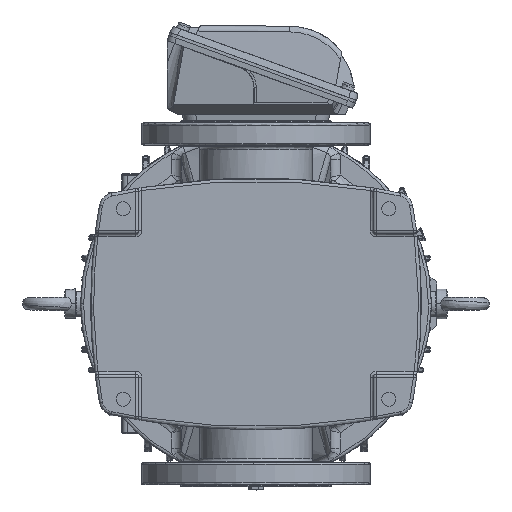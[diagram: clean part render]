
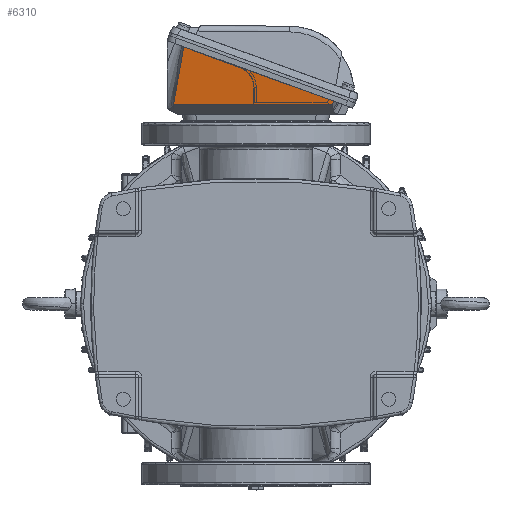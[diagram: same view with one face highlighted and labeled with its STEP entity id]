
A CAD part, front view. The second image highlights one B-rep face of the part: STEP entity #6310.
In plain terms, the highlighted face is planar.
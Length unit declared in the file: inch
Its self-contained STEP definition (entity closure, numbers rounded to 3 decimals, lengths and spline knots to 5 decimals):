
#3533 = FACE_OUTER_BOUND ( 'NONE', #151909, .T. ) ;
#5709 = EDGE_CURVE ( 'NONE', #68961, #64039, #161714, .T. ) ;
#6310 = ADVANCED_FACE ( 'NONE', ( #3533 ), #58412, .T. ) ;
#7900 = VERTEX_POINT ( 'NONE', #34398 ) ;
#12211 = ORIENTED_EDGE ( 'NONE', *, *, #5709, .F. ) ;
#14405 = CARTESIAN_POINT ( 'NONE',  ( -7.83465, -3.24274, -2.52003 ) ) ;
#16056 = VERTEX_POINT ( 'NONE', #139449 ) ;
#16124 = B_SPLINE_CURVE_WITH_KNOTS ( 'NONE', 3,
 ( #14405, #56372, #95031, #148266 ),
 .UNSPECIFIED., .F., .F.,
 ( 4, 4 ),
 ( 0., 1. ),
 .UNSPECIFIED. ) ;
#16961 = ORIENTED_EDGE ( 'NONE', *, *, #58274, .F. ) ;
#17167 = VECTOR ( 'NONE', #37958, 39.37008 ) ;
#18166 = VECTOR ( 'NONE', #125598, 39.37008 ) ;
#23369 = DIRECTION ( 'NONE',  ( 0.342, 0.94, 0. ) ) ;
#31202 = CARTESIAN_POINT ( 'NONE',  ( -7.37409, 2.75273, -2.34999 ) ) ;
#34398 = CARTESIAN_POINT ( 'NONE',  ( -7.83465, -3.24274, -2.52003 ) ) ;
#37116 = CARTESIAN_POINT ( 'NONE',  ( -7.83465, 4.27188, -2.2499 ) ) ;
#37958 = DIRECTION ( 'NONE',  ( 0., -0.999, -0.036 ) ) ;
#43960 = CARTESIAN_POINT ( 'NONE',  ( -8.92138, -3.04283, -2.40551 ) ) ;
#52836 = AXIS2_PLACEMENT_3D ( 'NONE', #95369, #123680, #147770 ) ;
#56372 = CARTESIAN_POINT ( 'NONE',  ( -8.24727, -3.16441, -2.47646 ) ) ;
#58274 = EDGE_CURVE ( 'NONE', #7900, #151527, #16124, .T. ) ;
#58412 = PLANE ( 'NONE',  #52836 ) ;
#59868 = EDGE_CURVE ( 'NONE', #16056, #68961, #168471, .T. ) ;
#60903 = EDGE_CURVE ( 'NONE', #151527, #16056, #84264, .T. ) ;
#64039 = VERTEX_POINT ( 'NONE', #128810 ) ;
#66823 = ORIENTED_EDGE ( 'NONE', *, *, #60903, .F. ) ;
#68961 = VERTEX_POINT ( 'NONE', #168775 ) ;
#84264 = LINE ( 'NONE', #100543, #159070 ) ;
#95031 = CARTESIAN_POINT ( 'NONE',  ( -8.60953, -3.09781, -2.43829 ) ) ;
#95369 = CARTESIAN_POINT ( 'NONE',  ( -10.59055, -3.24803, -2.24803 ) ) ;
#99614 = ORIENTED_EDGE ( 'NONE', *, *, #143604, .F. ) ;
#100543 = CARTESIAN_POINT ( 'NONE',  ( -10.50422, -2.76373, -2.23915 ) ) ;
#103369 = ORIENTED_EDGE ( 'NONE', *, *, #59868, .F. ) ;
#113429 = DIRECTION ( 'NONE',  ( -0.98, 0.173, 0.103 ) ) ;
#115163 = CARTESIAN_POINT ( 'NONE',  ( -10.29459, -3.35575, -2.28114 ) ) ;
#123680 = DIRECTION ( 'NONE',  ( 0.098, -0.036, 0.995 ) ) ;
#125598 = DIRECTION ( 'NONE',  ( 0.876, -0.471, -0.103 ) ) ;
#128138 = LINE ( 'NONE', #37116, #17167 ) ;
#128810 = CARTESIAN_POINT ( 'NONE',  ( -7.83465, 3.00052, -2.2956 ) ) ;
#131467 = VECTOR ( 'NONE', #23369, 39.37008 ) ;
#139449 = CARTESIAN_POINT ( 'NONE',  ( -10.10474, -2.83417, -2.28114 ) ) ;
#143604 = EDGE_CURVE ( 'NONE', #64039, #7900, #128138, .T. ) ;
#147770 = DIRECTION ( 'NONE',  ( -0.342, -0.94, 0. ) ) ;
#148266 = CARTESIAN_POINT ( 'NONE',  ( -8.92138, -3.04283, -2.40551 ) ) ;
#151527 = VERTEX_POINT ( 'NONE', #43960 ) ;
#151909 = EDGE_LOOP ( 'NONE', ( #12211, #103369, #66823, #16961, #99614 ) ) ;
#159070 = VECTOR ( 'NONE', #113429, 39.37008 ) ;
#161714 = LINE ( 'NONE', #31202, #18166 ) ;
#168471 = LINE ( 'NONE', #115163, #131467 ) ;
#168775 = CARTESIAN_POINT ( 'NONE',  ( -7.95711, 3.0664, -2.28114 ) ) ;
